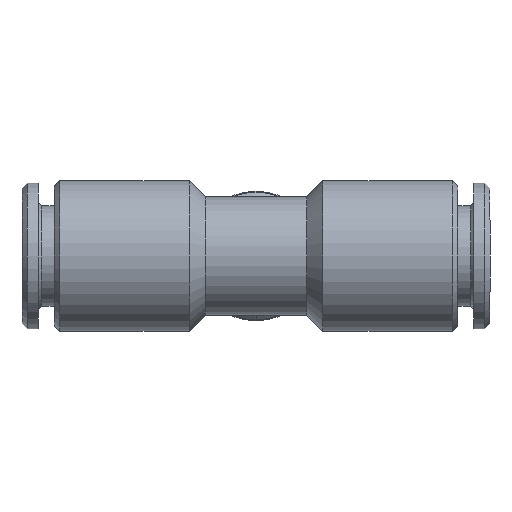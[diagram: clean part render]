
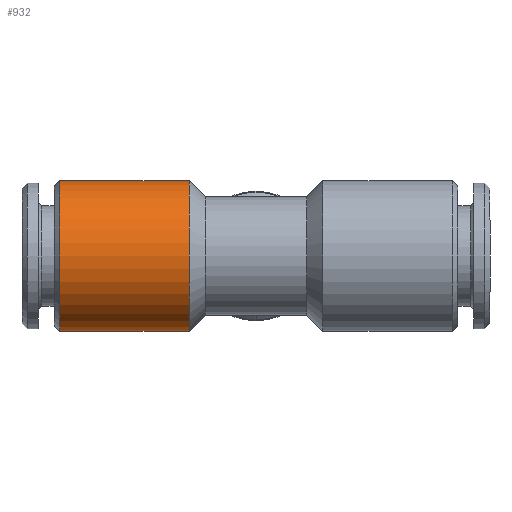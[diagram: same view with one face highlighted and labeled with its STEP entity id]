
A CAD part, front view. The second image highlights one B-rep face of the part: STEP entity #932.
In plain terms, the highlighted cylindrical face has radius 7 mm (diameter 14 mm), a partial arc.
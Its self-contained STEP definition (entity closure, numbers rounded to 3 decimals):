
#915 = ORIENTED_EDGE ( 'NONE', *, *, #916, .F. ) ;
#916 = EDGE_CURVE ( 'NONE', #936, #1065, #3046, .T. ) ;
#932 = ADVANCED_FACE ( 'NONE', ( #3231 ), #3223, .T. ) ;
#933 = EDGE_LOOP ( 'NONE', ( #934, #938, #1063, #915 ) ) ;
#934 = ORIENTED_EDGE ( 'NONE', *, *, #935, .T. ) ;
#935 = EDGE_CURVE ( 'NONE', #936, #937, #3219, .T. ) ;
#936 = VERTEX_POINT ( 'NONE', #3106 ) ;
#937 = VERTEX_POINT ( 'NONE', #3105 ) ;
#938 = ORIENTED_EDGE ( 'NONE', *, *, #939, .T. ) ;
#939 = EDGE_CURVE ( 'NONE', #937, #1062, #3104, .T. ) ;
#1062 = VERTEX_POINT ( 'NONE', #3630 ) ;
#1063 = ORIENTED_EDGE ( 'NONE', *, *, #1064, .F. ) ;
#1064 = EDGE_CURVE ( 'NONE', #1065, #1062, #3567, .T. ) ;
#1065 = VERTEX_POINT ( 'NONE', #3562 ) ;
#3043 = DIRECTION ( 'NONE',  ( 1., 0., 0. ) ) ;
#3044 = VECTOR ( 'NONE', #3043, 1000. ) ;
#3045 = CARTESIAN_POINT ( 'NONE',  ( 3.45, -19., 7. ) ) ;
#3046 = LINE ( 'NONE', #3045, #3044 ) ;
#3101 = DIRECTION ( 'NONE',  ( 1., 0., 0. ) ) ;
#3102 = VECTOR ( 'NONE', #3101, 1000. ) ;
#3103 = CARTESIAN_POINT ( 'NONE',  ( 3.45, -19., -7. ) ) ;
#3104 = LINE ( 'NONE', #3103, #3102 ) ;
#3105 = CARTESIAN_POINT ( 'NONE',  ( -18.2, -19., -7. ) ) ;
#3106 = CARTESIAN_POINT ( 'NONE',  ( -18.2, -19., 7. ) ) ;
#3107 = DIRECTION ( 'NONE',  ( 0., 0., 1. ) ) ;
#3108 = DIRECTION ( 'NONE',  ( 1., 0., 0. ) ) ;
#3109 = CARTESIAN_POINT ( 'NONE',  ( -18.2, -19., 0. ) ) ;
#3110 = AXIS2_PLACEMENT_3D ( 'NONE', #3109, #3108, #3107 ) ;
#3219 = CIRCLE ( 'NONE', #3110, 7. ) ;
#3220 = DIRECTION ( 'NONE',  ( 0., 0., 1. ) ) ;
#3221 = AXIS2_PLACEMENT_3D ( 'NONE', #3222, #3229, #3220 ) ;
#3222 = CARTESIAN_POINT ( 'NONE',  ( 3.45, -19., 0. ) ) ;
#3223 = CYLINDRICAL_SURFACE ( 'NONE', #3221, 7. ) ;
#3229 = DIRECTION ( 'NONE',  ( 1., 0., 0. ) ) ;
#3231 = FACE_OUTER_BOUND ( 'NONE', #933, .T. ) ;
#3562 = CARTESIAN_POINT ( 'NONE',  ( -6.2, -19., 7. ) ) ;
#3563 = DIRECTION ( 'NONE',  ( 0., 0., 1. ) ) ;
#3564 = DIRECTION ( 'NONE',  ( 1., 0., 0. ) ) ;
#3565 = CARTESIAN_POINT ( 'NONE',  ( -6.2, -19., 0. ) ) ;
#3566 = AXIS2_PLACEMENT_3D ( 'NONE', #3565, #3564, #3563 ) ;
#3567 = CIRCLE ( 'NONE', #3566, 7. ) ;
#3630 = CARTESIAN_POINT ( 'NONE',  ( -6.2, -19., -7. ) ) ;
